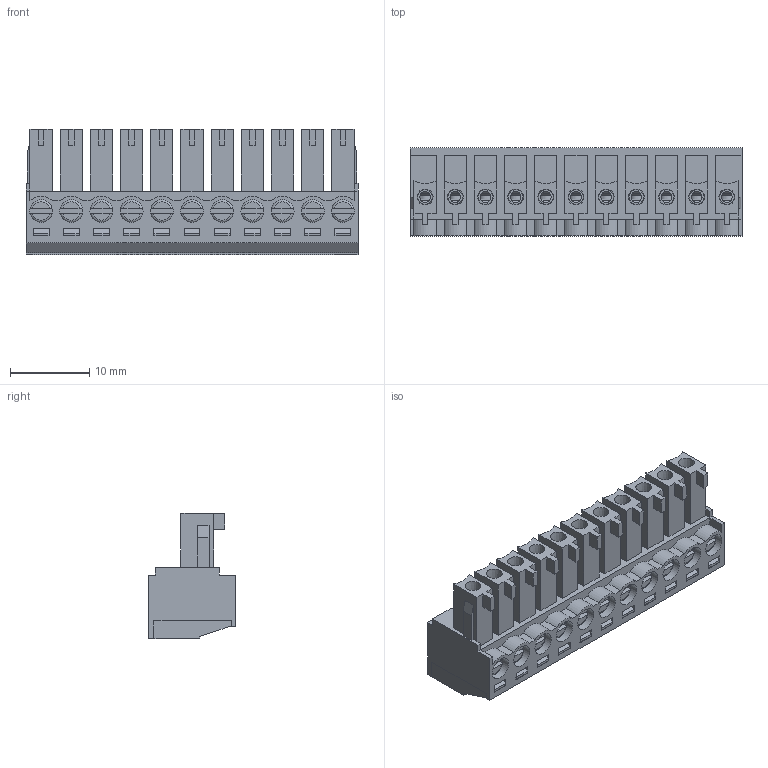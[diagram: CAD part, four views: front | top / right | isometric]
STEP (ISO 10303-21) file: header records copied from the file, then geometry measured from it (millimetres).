
FILE_DESCRIPTION( ( 'Unknown' ), '1' );
FILE_NAME( '691361300011.stp', 'Unknown', ( 'Unknown' ), ( 'Unknown' ), 'PSStep 14.0', 'Unknown', ' ' );
FILE_SCHEMA( ( 'AUTOMOTIVE_DESIGN { 1 0 10303 214 1 1 1 1 }' ) );
Length unit declared in the file: millimetre
Products named in the file (6): Assem1; 6913613000xx_PIN; 6913613000xx_VISSE; 6913613000xx_CAGE; 691361300011; 691361300011_CAPOT
Assembly tree (35 placements, depth 2):
  Assem1
    6913613000xx_PIN  x11
    6913613000xx_VISSE  x11
    6913613000xx_CAGE  x11
    691361300011
    691361300011_CAPOT
Bounding box: 41.91 x 11.1 x 15.8 mm (x, y, z)
Volume: 3062.8 mm3; surface area: 9903.6 mm2
Topology: 35 solids, 35 shells, 1651 faces, 4375 edges, 2858 vertices
Faces by surface type: plane 1288, cylinder 308, torus 33, cone 22
Full cylindrical faces by diameter (mm): 1.35 x11, 1.9 x22, 2 x11, 2.9 x22
Entity records: 34344 total; most frequent: CARTESIAN_POINT 4807, ORIENTED_EDGE 4608, DIRECTION 4314, EDGE_CURVE 2304, LINE 2112, VECTOR 2112, VERTEX_POINT 1546, EDGE_LOOP 1108
